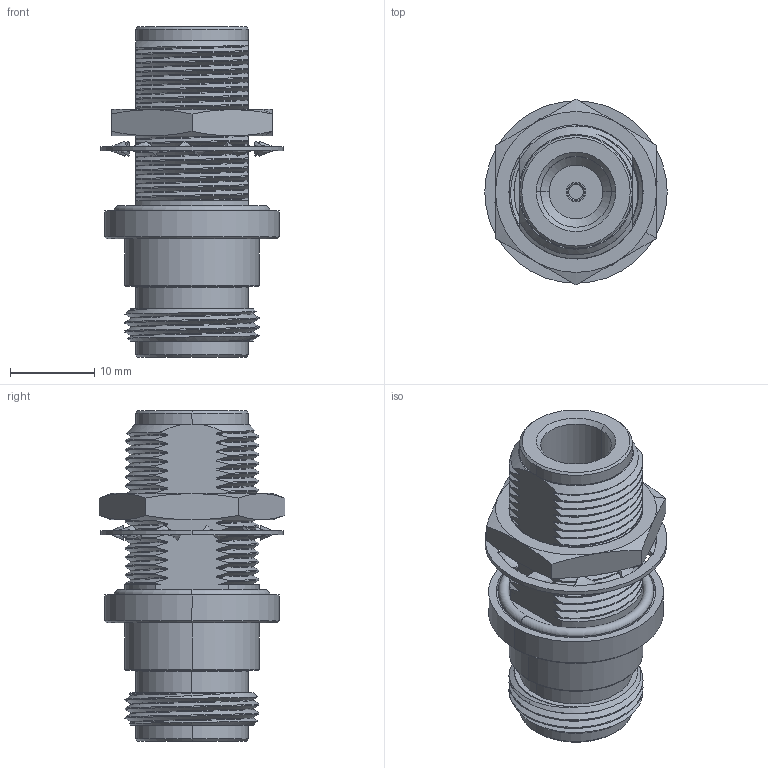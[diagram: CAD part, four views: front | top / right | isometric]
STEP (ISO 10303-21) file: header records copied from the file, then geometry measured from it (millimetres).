
FILE_DESCRIPTION (( 'STEP AP203' ), '1' );
FILE_NAME ('PE9128.step', '2018-08-09T22:24:43', ( '' ), ( '' ), 'SwSTEP 2.0', 'SolidWorks 2017', '' );
FILE_SCHEMA (( 'CONFIG_CONTROL_DESIGN' ));
Products named in the file (1): PE9128
Bounding box: 21.59 x 22 x 39.09 mm (x, y, z)
Volume: 5962.8 mm3; surface area: 5738.4 mm2
Topology: 5 solids, 5 shells, 396 faces, 1105 edges, 730 vertices
Faces by surface type: bspline 157, cylinder 107, plane 74, cone 50, torus 8
Entity records: 81602 total; most frequent: CARTESIAN_POINT 73231, ORIENTED_EDGE 2210, DIRECTION 1169, EDGE_CURVE 1105, VERTEX_POINT 730, AXIS2_PLACEMENT_3D 456, EDGE_LOOP 417, FACE_OUTER_BOUND 396
